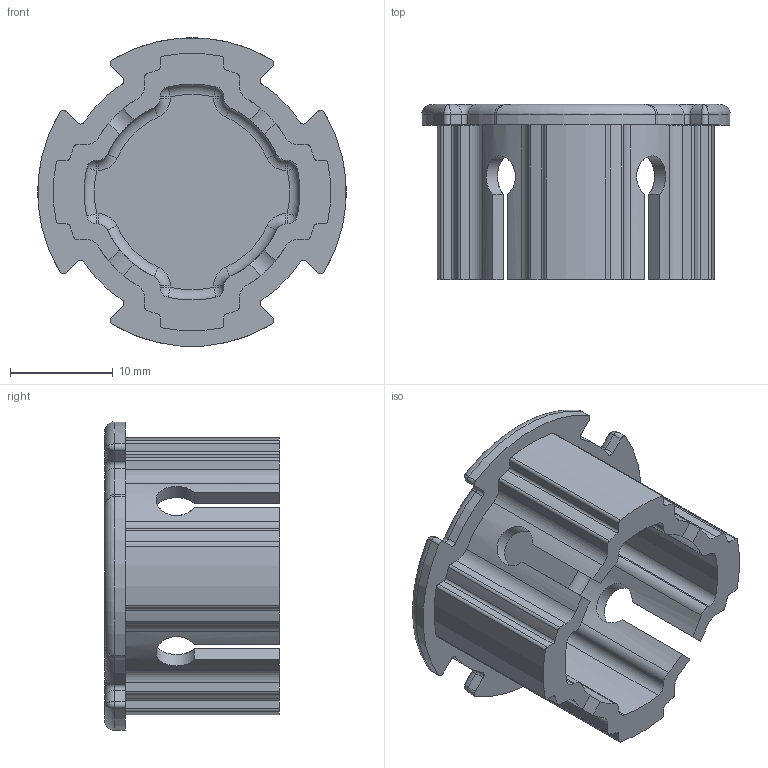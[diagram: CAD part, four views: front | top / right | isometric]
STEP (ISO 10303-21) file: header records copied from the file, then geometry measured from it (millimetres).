
FILE_DESCRIPTION(/* description */ (''),/* implementation_level */ '2;1');
FILE_NAME(/* name */ 'ee109bb4-a41e-4924-b898-b706e70a28c0.stp',/* time_stamp */ '2019-04-16T02:17:26+00:00',/* author */ (''),/* organization */ (''),/* preprocessor_version */ 'ST-DEVELOPER v18',/* originating_system */ 'Autodesk Translation Framework v8.2.0.1029',/* authorisation */ '');
FILE_SCHEMA (('AUTOMOTIVE_DESIGN { 1 0 10303 214 3 1 1 }'));
Length unit declared in the file: millimetre
Products named in the file (1): Small Tube End
Bounding box: 29.94 x 17 x 29.95 mm (x, y, z)
Volume: 3409.1 mm3; surface area: 3666.1 mm2
Topology: 1 solids, 1 shells, 211 faces, 552 edges, 336 vertices
Faces by surface type: cylinder 116, plane 47, torus 32, sphere 8, bspline 8
Entity records: 7311 total; most frequent: CARTESIAN_POINT 1988, DIRECTION 1208, ORIENTED_EDGE 1088, EDGE_CURVE 544, AXIS2_PLACEMENT_3D 484, VERTEX_POINT 336, CIRCLE 280, LINE 240
